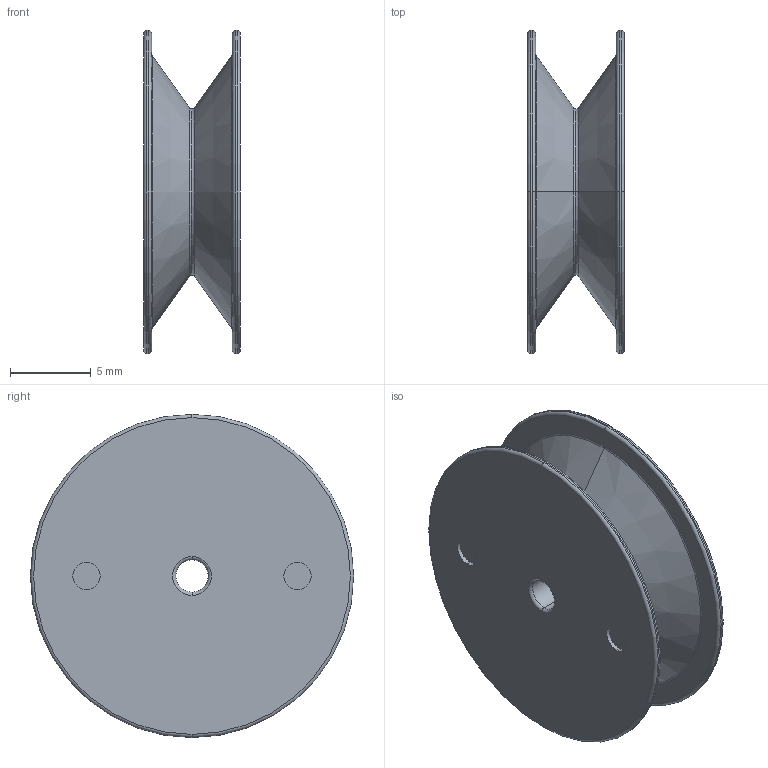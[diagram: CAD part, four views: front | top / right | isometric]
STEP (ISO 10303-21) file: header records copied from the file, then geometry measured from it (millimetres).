
FILE_DESCRIPTION (( 'STEP AP203' ), '1' );
FILE_NAME ('Moby-RH-5_Défaut_sldprt.STEP', '2019-11-01T12:18:31', ( '' ), ( '' ), 'SwSTEP 2.0', 'SolidWorks 2017', '' );
FILE_SCHEMA (( 'CONFIG_CONTROL_DESIGN' ));
Length unit declared in the file: millimetre
Products named in the file (1): Moby-RH-5_Défaut_sldprt
Bounding box: 6 x 20 x 20 mm (x, y, z)
Volume: 1024.3 mm3; surface area: 1235.6 mm2
Topology: 1 solids, 1 shells, 40 faces, 80 edges, 46 vertices
Faces by surface type: torus 20, cylinder 10, plane 6, cone 4
Entity records: 1135 total; most frequent: DIRECTION 228, CARTESIAN_POINT 167, ORIENTED_EDGE 160, AXIS2_PLACEMENT_3D 107, EDGE_CURVE 80, CIRCLE 66, EDGE_LOOP 46, VERTEX_POINT 46
